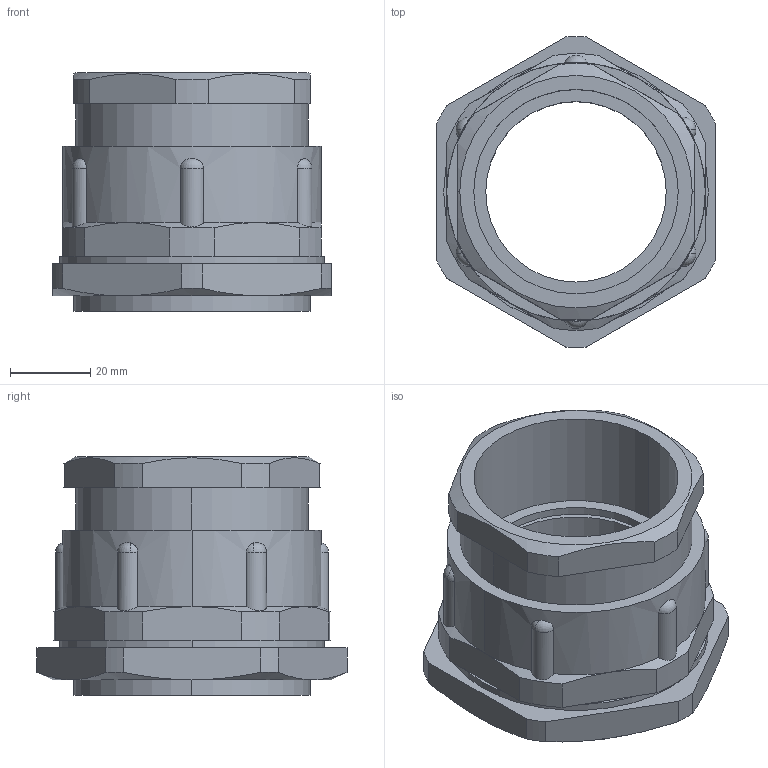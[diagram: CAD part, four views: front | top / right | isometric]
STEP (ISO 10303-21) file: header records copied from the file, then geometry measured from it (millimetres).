
FILE_DESCRIPTION (( 'STEP AP214' ), '1' );
FILE_NAME ('YSA30-44-48-54-K41 Ñàëüíèê PGL 48 äèàìåòð ïðîâîäíèêà 39-43ìì IP54 ÈÝÊ.STEP', '2016-09-28T07:00:53', ( '' ), ( '' ), 'SwSTEP 2.0', 'SolidWorks 2014', '' );
FILE_SCHEMA (( 'AUTOMOTIVE_DESIGN' ));
Length unit declared in the file: millimetre
Products named in the file (1): YSA30-44-48-54-K41 Ñàëüíèê PGL 48 äèàìåòð ïðîâîäíèêà 39-43ìì IP54 ÈÝÊ
Bounding box: 69.5 x 77.48 x 59.6 mm (x, y, z)
Volume: 77846.4 mm3; surface area: 46609 mm2
Topology: 6 solids, 6 shells, 188 faces, 469 edges, 306 vertices
Faces by surface type: plane 77, cylinder 56, bspline 29, cone 14, torus 12
Entity records: 7830 total; most frequent: CARTESIAN_POINT 3411, ORIENTED_EDGE 938, DIRECTION 811, EDGE_CURVE 469, VERTEX_POINT 306, AXIS2_PLACEMENT_3D 290, LINE 231, VECTOR 231
